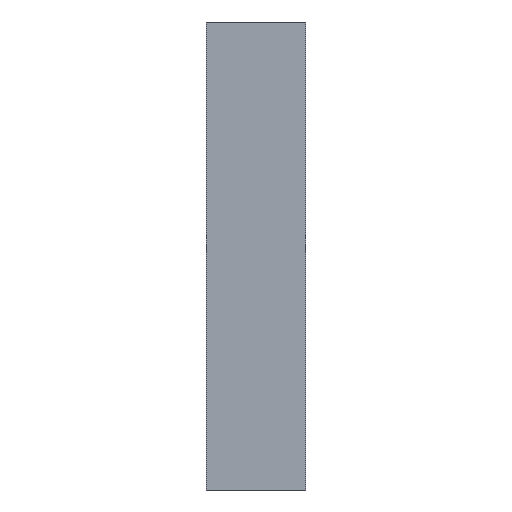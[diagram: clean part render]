
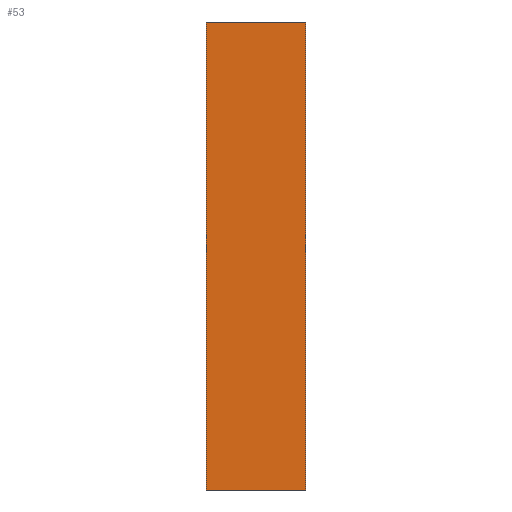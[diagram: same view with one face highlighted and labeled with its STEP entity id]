
A CAD part, front view. The second image highlights one B-rep face of the part: STEP entity #53.
In plain terms, the highlighted planar face has unit normal (0, -1, 0).
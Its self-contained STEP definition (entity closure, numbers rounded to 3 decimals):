
#53=ADVANCED_FACE('',(#63),#64,.F.);
#63=FACE_OUTER_BOUND('',#76,.T.);
#64=PLANE('',#77);
#76=EDGE_LOOP('',(#99,#100,#101,#102));
#77=AXIS2_PLACEMENT_3D('',#103,#104,#105);
#99=ORIENTED_EDGE('',*,*,#136,.T.);
#100=ORIENTED_EDGE('',*,*,#133,.F.);
#101=ORIENTED_EDGE('',*,*,#137,.F.);
#102=ORIENTED_EDGE('',*,*,#131,.F.);
#103=CARTESIAN_POINT('',(0.,270.0,0.011));
#104=DIRECTION('',(0.0,1.0,0.0));
#105=DIRECTION('',(0.,0.0,1.0));
#131=EDGE_CURVE('',#145,#140,#147,.T.);
#133=EDGE_CURVE('',#149,#151,#152,.T.);
#136=EDGE_CURVE('',#145,#151,#156,.T.);
#137=EDGE_CURVE('',#140,#149,#157,.T.);
#140=VERTEX_POINT('',#160);
#145=VERTEX_POINT('',#167);
#147=LINE('',#170,#171);
#149=VERTEX_POINT('',#173);
#151=VERTEX_POINT('',#176);
#152=LINE('',#177,#178);
#156=LINE('',#184,#185);
#157=LINE('',#186,#187);
#160=CARTESIAN_POINT('',(42.5,270.0,200.011));
#167=CARTESIAN_POINT('',(-42.5,270.0,200.011));
#170=CARTESIAN_POINT('',(0.,270.0,200.011));
#171=VECTOR('',#195,10.0);
#173=CARTESIAN_POINT('',(42.5,270.0,-199.989));
#176=CARTESIAN_POINT('',(-42.5,270.0,-199.989));
#177=CARTESIAN_POINT('',(0.,270.0,-199.989));
#178=VECTOR('',#197,10.0);
#184=CARTESIAN_POINT('',(-42.5,270.0,0.011));
#185=VECTOR('',#200,10.0);
#186=CARTESIAN_POINT('',(42.5,270.0,0.011));
#187=VECTOR('',#201,10.0);
#195=DIRECTION('',(1.0,0.0,0.));
#197=DIRECTION('',(-1.0,0.0,0.));
#200=DIRECTION('',(0.,0.0,-1.0));
#201=DIRECTION('',(0.,0.0,-1.0));
